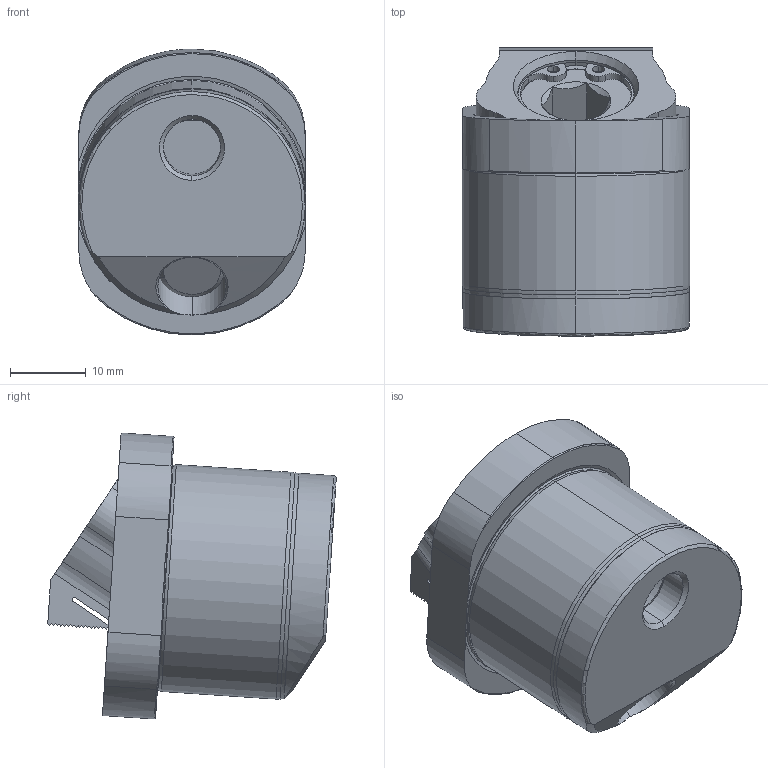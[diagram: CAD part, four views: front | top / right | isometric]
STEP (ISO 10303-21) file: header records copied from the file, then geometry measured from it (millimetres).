
FILE_DESCRIPTION (( 'STEP AP214' ), '1' );
FILE_NAME ('28328.STEP', '2019-05-24T15:34:31', ( 'Mike W' ), ( '' ), 'SwSTEP 2.0', 'SolidWorks 2018', '' );
FILE_SCHEMA (( 'AUTOMOTIVE_DESIGN' ));
Length unit declared in the file: inch
Products named in the file (6): M1018MM SHCS_M1018MM SHCS; 283242_283242 ; 284901_284901 ; 28430_28430; 28328; 28490_28486
Assembly tree (5 placements, depth 3):
  28328
    28430_28430
    28490_28486
      284901_284901 
      283242_283242 
      M1018MM SHCS_M1018MM SHCS
Bounding box: 29.98 x 38.05 x 37.72 mm (x, y, z)
Volume: 19628.7 mm3; surface area: 11710.5 mm2
Topology: 4 solids, 4 shells, 284 faces, 743 edges, 471 vertices
Faces by surface type: cylinder 123, plane 80, cone 42, bspline 21, torus 18
Entity records: 13211 total; most frequent: CARTESIAN_POINT 6489, ORIENTED_EDGE 1486, DIRECTION 1191, EDGE_CURVE 743, VERTEX_POINT 471, AXIS2_PLACEMENT_3D 428, VECTOR 335, LINE 335
